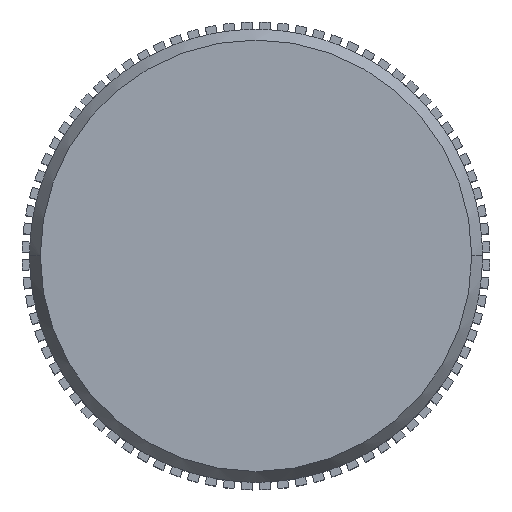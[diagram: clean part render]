
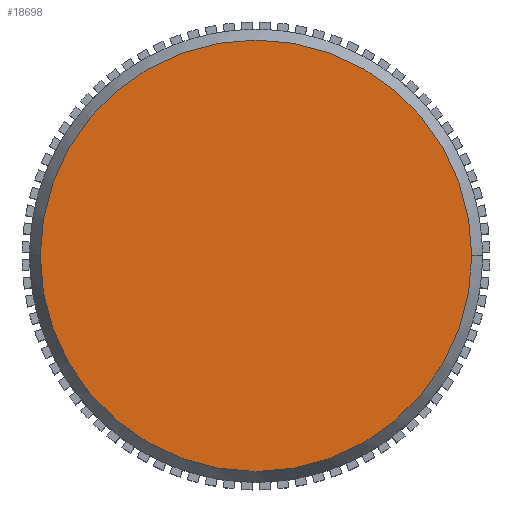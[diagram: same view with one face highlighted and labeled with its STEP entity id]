
A CAD part, top view. The second image highlights one B-rep face of the part: STEP entity #18698.
In plain terms, the highlighted planar face has unit normal (0, 0, 1).
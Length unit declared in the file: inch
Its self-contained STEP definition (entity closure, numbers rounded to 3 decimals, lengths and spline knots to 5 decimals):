
#949 = DIRECTION ( 'NONE',  ( -1., 0., 0. ) ) ;
#2026 = FACE_OUTER_BOUND ( 'NONE', #14871, .T. ) ;
#2240 = DIRECTION ( 'NONE',  ( 1., 0., 0. ) ) ;
#2326 = CARTESIAN_POINT ( 'NONE',  ( 0., 0., 0.17187 ) ) ;
#2673 = AXIS2_PLACEMENT_3D ( 'NONE', #12512, #6826, #15284 ) ;
#6538 = ORIENTED_EDGE ( 'NONE', *, *, #10299, .F. ) ;
#6826 = DIRECTION ( 'NONE',  ( 0., 0., -1. ) ) ;
#7396 = VERTEX_POINT ( 'NONE', #13867 ) ;
#8033 = PLANE ( 'NONE',  #12268 ) ;
#9254 = CARTESIAN_POINT ( 'NONE',  ( 0.14416, 0., 0.17187 ) ) ;
#10299 = EDGE_CURVE ( 'NONE', #11112, #7396, #14189, .T. ) ;
#10886 = DIRECTION ( 'NONE',  ( 0., 0., 1. ) ) ;
#10940 = CIRCLE ( 'NONE', #15397, 0.14416 ) ;
#11112 = VERTEX_POINT ( 'NONE', #9254 ) ;
#12268 = AXIS2_PLACEMENT_3D ( 'NONE', #13732, #10886, #2240 ) ;
#12512 = CARTESIAN_POINT ( 'NONE',  ( 0., 0., 0.17187 ) ) ;
#13245 = EDGE_CURVE ( 'NONE', #7396, #11112, #10940, .T. ) ;
#13732 = CARTESIAN_POINT ( 'NONE',  ( 0., 0., 0.17187 ) ) ;
#13867 = CARTESIAN_POINT ( 'NONE',  ( -0.14416, 0., 0.17187 ) ) ;
#14189 = CIRCLE ( 'NONE', #2673, 0.14416 ) ;
#14871 = EDGE_LOOP ( 'NONE', ( #17884, #6538 ) ) ;
#15284 = DIRECTION ( 'NONE',  ( -1., 0., 0. ) ) ;
#15397 = AXIS2_PLACEMENT_3D ( 'NONE', #2326, #16556, #949 ) ;
#16556 = DIRECTION ( 'NONE',  ( 0., 0., -1. ) ) ;
#17884 = ORIENTED_EDGE ( 'NONE', *, *, #13245, .F. ) ;
#18698 = ADVANCED_FACE ( 'NONE', ( #2026 ), #8033, .T. ) ;
